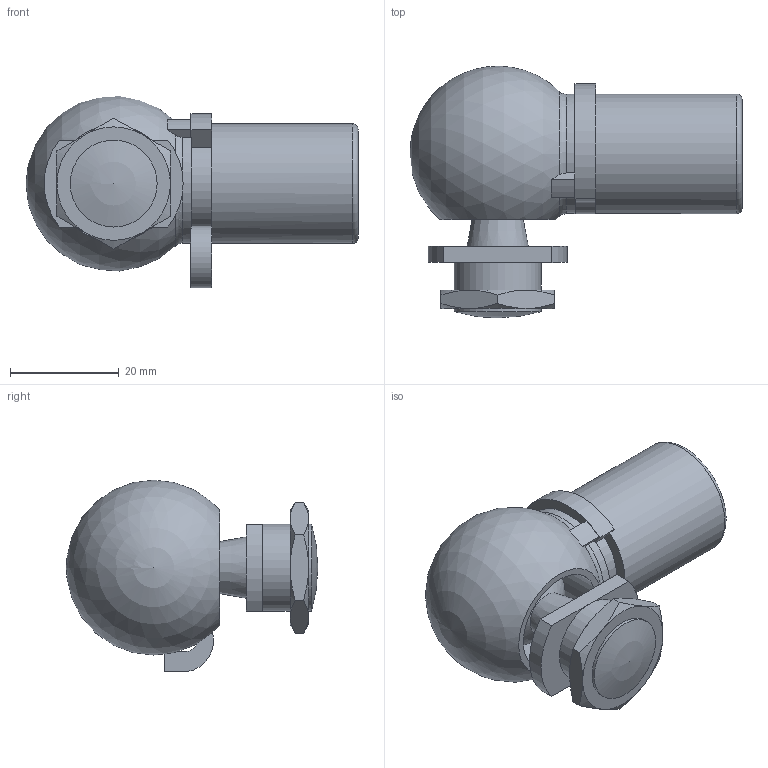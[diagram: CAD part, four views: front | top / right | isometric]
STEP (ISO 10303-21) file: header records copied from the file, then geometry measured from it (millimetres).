
FILE_DESCRIPTION( ( 'STEP AP214' ), '1' );
FILE_NAME( 'K0734.19161_0_CS.stp', '2020-12-09T14:51:07', ( '' ), ( '' ), ' ', 'PARTsolutions', ' ' );
FILE_SCHEMA( ( 'AUTOMOTIVE_DESIGN { 1 0 10303 214 1 1 1 1 }' ) );
Length unit declared in the file: millimetre
Products named in the file (1): _K0734.19161_0_CS
Bounding box: 61.15 x 46.35 x 35.31 mm (x, y, z)
Volume: 27545.6 mm3; surface area: 10198.4 mm2
Topology: 1 solids, 2 shells, 64 faces, 157 edges, 99 vertices
Faces by surface type: plane 29, cone 15, cylinder 14, sphere 4, torus 2
Full cylindrical faces by diameter (mm): 13.835 x1, 16 x2, 19 x1, 22 x1
Entity records: 2385 total; most frequent: CARTESIAN_POINT 446, DIRECTION 299, ORIENTED_EDGE 270, EDGE_CURVE 135, AXIS2_PLACEMENT_3D 125, VERTEX_POINT 94, EDGE_LOOP 81, FACE_OUTER_BOUND 71
